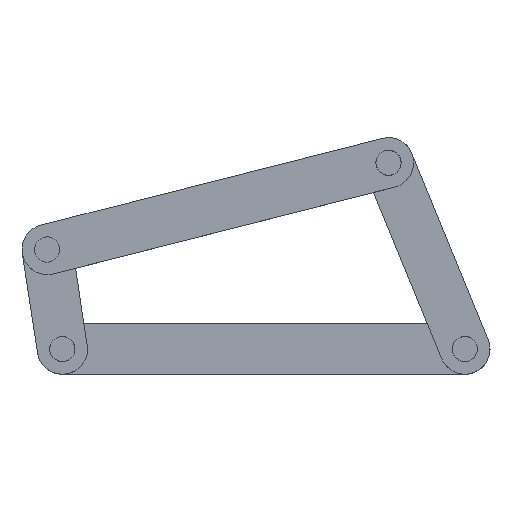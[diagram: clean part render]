
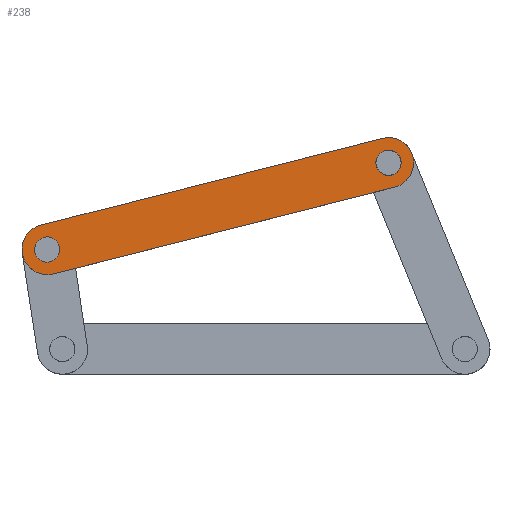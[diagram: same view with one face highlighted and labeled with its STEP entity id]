
A CAD part, top view. The second image highlights one B-rep face of the part: STEP entity #238.
In plain terms, the highlighted planar face has unit normal (0, 0, 1).
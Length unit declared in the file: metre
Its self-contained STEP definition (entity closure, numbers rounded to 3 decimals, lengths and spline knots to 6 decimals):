
#238 = ADVANCED_FACE( '', ( #303, #304, #305 ), #306, .T. );
#303 = FACE_BOUND( '', #399, .T. );
#304 = FACE_BOUND( '', #400, .T. );
#305 = FACE_OUTER_BOUND( '', #401, .T. );
#306 = PLANE( '', #402 );
#399 = EDGE_LOOP( '', ( #562 ) );
#400 = EDGE_LOOP( '', ( #563 ) );
#401 = EDGE_LOOP( '', ( #564, #565, #566, #567 ) );
#402 = AXIS2_PLACEMENT_3D( '', #568, #569, #570 );
#562 = ORIENTED_EDGE( '', *, *, #719, .F. );
#563 = ORIENTED_EDGE( '', *, *, #720, .F. );
#564 = ORIENTED_EDGE( '', *, *, #721, .T. );
#565 = ORIENTED_EDGE( '', *, *, #722, .T. );
#566 = ORIENTED_EDGE( '', *, *, #723, .T. );
#567 = ORIENTED_EDGE( '', *, *, #724, .F. );
#568 = CARTESIAN_POINT( '', ( 0., 0., 0.025 ) );
#569 = DIRECTION( '', ( 0., 0., 1. ) );
#570 = DIRECTION( '', ( 1., 0., 0. ) );
#719 = EDGE_CURVE( '', #809, #809, #810, .T. );
#720 = EDGE_CURVE( '', #811, #811, #812, .T. );
#721 = EDGE_CURVE( '', #813, #814, #815, .T. );
#722 = EDGE_CURVE( '', #814, #816, #817, .T. );
#723 = EDGE_CURVE( '', #816, #818, #819, .T. );
#724 = EDGE_CURVE( '', #813, #818, #820, .T. );
#809 = VERTEX_POINT( '', #941 );
#810 = CIRCLE( '', #942, 0.0125 );
#811 = VERTEX_POINT( '', #943 );
#812 = CIRCLE( '', #944, 0.0125 );
#813 = VERTEX_POINT( '', #945 );
#814 = VERTEX_POINT( '', #946 );
#815 = CIRCLE( '', #947, 0.025 );
#816 = VERTEX_POINT( '', #948 );
#817 = LINE( '', #949, #950 );
#818 = VERTEX_POINT( '', #951 );
#819 = CIRCLE( '', #952, 0.025 );
#820 = LINE( '', #953, #954 );
#941 = CARTESIAN_POINT( '', ( 0.1875, 0., 0.025 ) );
#942 = AXIS2_PLACEMENT_3D( '', #1081, #1082, #1083 );
#943 = CARTESIAN_POINT( '', ( -0.1625, 0., 0.025 ) );
#944 = AXIS2_PLACEMENT_3D( '', #1084, #1085, #1086 );
#945 = CARTESIAN_POINT( '', ( 0.175, -0.025, 0.025 ) );
#946 = CARTESIAN_POINT( '', ( 0.175, 0.025, 0.025 ) );
#947 = AXIS2_PLACEMENT_3D( '', #1087, #1088, #1089 );
#948 = CARTESIAN_POINT( '', ( -0.175, 0.025, 0.025 ) );
#949 = CARTESIAN_POINT( '', ( 0., 0.025, 0.025 ) );
#950 = VECTOR( '', #1090, 1. );
#951 = CARTESIAN_POINT( '', ( -0.175, -0.025, 0.025 ) );
#952 = AXIS2_PLACEMENT_3D( '', #1091, #1092, #1093 );
#953 = CARTESIAN_POINT( '', ( -0.025, -0.025, 0.025 ) );
#954 = VECTOR( '', #1094, 1. );
#1081 = CARTESIAN_POINT( '', ( 0.175, 0., 0.025 ) );
#1082 = DIRECTION( '', ( 0., 0., 1. ) );
#1083 = DIRECTION( '', ( 1., 0., 0. ) );
#1084 = CARTESIAN_POINT( '', ( -0.175, 0., 0.025 ) );
#1085 = DIRECTION( '', ( 0., 0., 1. ) );
#1086 = DIRECTION( '', ( 1., 0., 0. ) );
#1087 = CARTESIAN_POINT( '', ( 0.175, 0., 0.025 ) );
#1088 = DIRECTION( '', ( 0., 0., 1. ) );
#1089 = DIRECTION( '', ( 0., -1., 0. ) );
#1090 = DIRECTION( '', ( -1., 0., 0. ) );
#1091 = CARTESIAN_POINT( '', ( -0.175, 0., 0.025 ) );
#1092 = DIRECTION( '', ( 0., 0., 1. ) );
#1093 = DIRECTION( '', ( 0., 1., 0. ) );
#1094 = DIRECTION( '', ( -1., 0., 0. ) );
